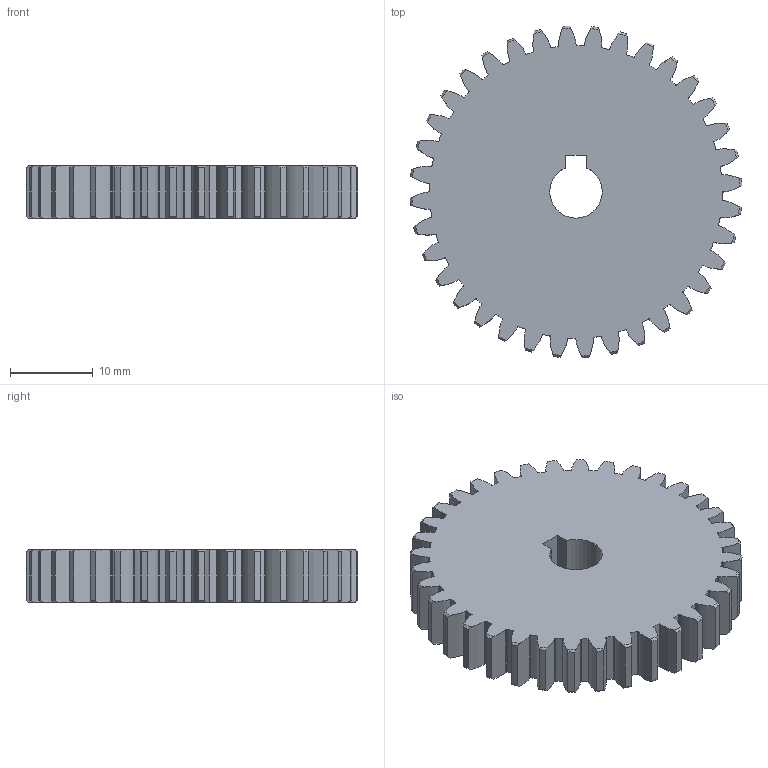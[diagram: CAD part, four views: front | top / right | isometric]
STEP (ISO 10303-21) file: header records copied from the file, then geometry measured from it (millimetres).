
FILE_DESCRIPTION (( 'STEP AP214' ), '1' );
FILE_NAME ('24dp-20pa-36t spur gear.STEP', '2021-08-15T12:20:40', ( '' ), ( '' ), 'SwSTEP 2.0', 'SolidWorks 2019', '' );
FILE_SCHEMA (( 'AUTOMOTIVE_DESIGN' ));
Length unit declared in the file: inch
Products named in the file (1): 24dp-20pa-36t spur gear
Bounding box: 40.19 x 40.19 x 6.35 mm (x, y, z)
Volume: 6942.1 mm3; surface area: 3869.6 mm2
Topology: 1 solids, 1 shells, 385 faces, 1149 edges, 766 vertices
Faces by surface type: cylinder 164, plane 77, cone 72, bspline 72
Entity records: 18435 total; most frequent: CARTESIAN_POINT 8421, ORIENTED_EDGE 2298, DIRECTION 1889, EDGE_CURVE 1149, VERTEX_POINT 766, AXIS2_PLACEMENT_3D 714, LINE 461, VECTOR 461
